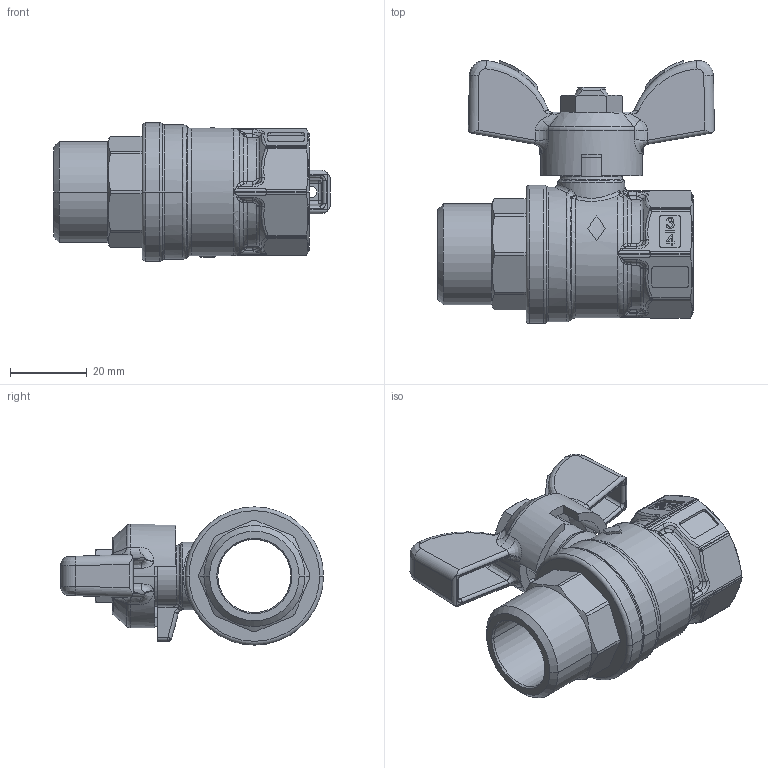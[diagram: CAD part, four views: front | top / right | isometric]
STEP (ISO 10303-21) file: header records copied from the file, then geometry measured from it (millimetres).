
FILE_DESCRIPTION(('Creo Elements/Direct Modeling STEP Export'),'2;1');
FILE_NAME('15210500000.stp','2021-05-18T15:40:38',(''),(''),'Creo Elements/Direct Modeling STEP processor for AP214 (Solid Model)','Creo Elements/Direct Modeling 20.1D 10-Oct-2020 (C) Parametric Technology GmbH','');
FILE_SCHEMA(('AUTOMOTIVE_DESIGN { 1 0 10303 214 1 1 1 1 }'));
Length unit declared in the file: millimetre
Products named in the file (3): 1521050000-740640.PRT; 1521050000-743690.ASM; 15210500000.stp
Assembly tree (2 placements, depth 3):
  15210500000.stp
    1521050000-743690.ASM
      1521050000-740640.PRT
Bounding box: 72 x 68.45 x 36 mm (x, y, z)
Volume: 41186.7 mm3; surface area: 19338.5 mm2
Topology: 1 solids, 1 shells, 760 faces, 1972 edges, 1198 vertices
Faces by surface type: bspline 290, plane 224, cylinder 138, cone 52, torus 40, extrusion 16
Entity records: 60353 total; most frequent: CARTESIAN_POINT 42349, ORIENTED_EDGE 3876, DIRECTION 2315, EDGE_CURVE 1938, VERTEX_POINT 1198, B_SPLINE_CURVE_WITH_KNOTS 866, AXIS2_PLACEMENT_3D 815, EDGE_LOOP 784
